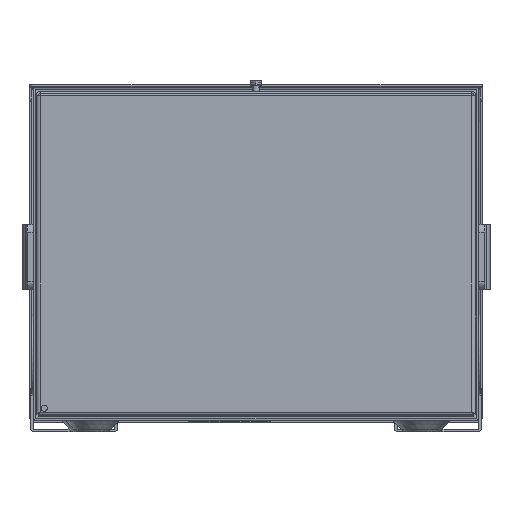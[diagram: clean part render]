
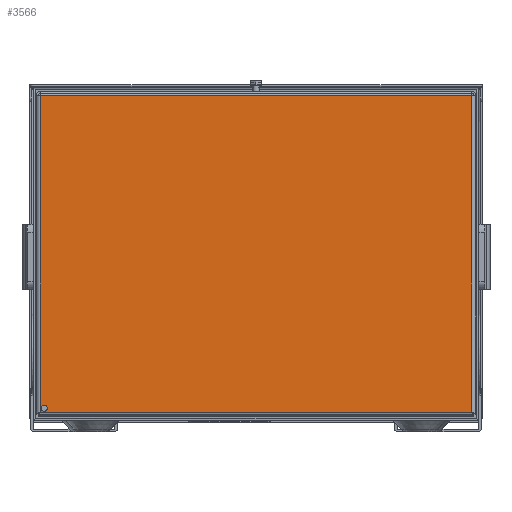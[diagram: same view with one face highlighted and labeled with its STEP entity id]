
A CAD part, front view. The second image highlights one B-rep face of the part: STEP entity #3566.
In plain terms, the highlighted planar face has unit normal (0, -1, 0).
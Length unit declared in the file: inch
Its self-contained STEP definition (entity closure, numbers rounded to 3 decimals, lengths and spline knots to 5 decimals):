
#425 = EDGE_CURVE ( 'NONE', #4412, #9021, #4904, .T. ) ;
#427 = CARTESIAN_POINT ( 'NONE',  ( -6.6032, -24.7473, 0.24132 ) ) ;
#767 = ORIENTED_EDGE ( 'NONE', *, *, #6489, .F. ) ;
#844 = AXIS2_PLACEMENT_3D ( 'NONE', #10634, #3761, #2147 ) ;
#935 = ORIENTED_EDGE ( 'NONE', *, *, #10241, .T. ) ;
#1085 = EDGE_CURVE ( 'NONE', #1413, #1997, #10080, .T. ) ;
#1147 = ORIENTED_EDGE ( 'NONE', *, *, #7889, .F. ) ;
#1413 = VERTEX_POINT ( 'NONE', #6582 ) ;
#1482 = CARTESIAN_POINT ( 'NONE',  ( -6.4728, -24.7473, 0.37172 ) ) ;
#1848 = AXIS2_PLACEMENT_3D ( 'NONE', #5257, #10504, #6832 ) ;
#1997 = VERTEX_POINT ( 'NONE', #10452 ) ;
#2147 = DIRECTION ( 'NONE',  ( 0., 0., -1. ) ) ;
#2165 = VERTEX_POINT ( 'NONE', #9678 ) ;
#2201 = FACE_BOUND ( 'NONE', #5314, .T. ) ;
#2252 = CARTESIAN_POINT ( 'NONE',  ( -6.6032, -24.7473, 9.99132 ) ) ;
#2366 = CARTESIAN_POINT ( 'NONE',  ( 6.6032, -24.7473, 0.24132 ) ) ;
#2462 = CARTESIAN_POINT ( 'NONE',  ( -6.7228, -24.7473, 9.93152 ) ) ;
#3226 = DIRECTION ( 'NONE',  ( 0., 0., 1. ) ) ;
#3295 = LINE ( 'NONE', #2462, #8884 ) ;
#3330 = CARTESIAN_POINT ( 'NONE',  ( -6.6032, -24.7473, 9.93152 ) ) ;
#3462 = CARTESIAN_POINT ( 'NONE',  ( 6.6032, -24.7473, 9.99132 ) ) ;
#3566 = ADVANCED_FACE ( 'NONE', ( #4775, #2201 ), #9847, .F. ) ;
#3761 = DIRECTION ( 'NONE',  ( 0., 1., 0. ) ) ;
#3926 = LINE ( 'NONE', #2252, #5453 ) ;
#4251 = DIRECTION ( 'NONE',  ( 0., 0., -1. ) ) ;
#4412 = VERTEX_POINT ( 'NONE', #2366 ) ;
#4574 = ORIENTED_EDGE ( 'NONE', *, *, #425, .F. ) ;
#4775 = FACE_OUTER_BOUND ( 'NONE', #7056, .T. ) ;
#4904 = LINE ( 'NONE', #8343, #6303 ) ;
#5211 = ORIENTED_EDGE ( 'NONE', *, *, #1085, .T. ) ;
#5219 = AXIS2_PLACEMENT_3D ( 'NONE', #1482, #6270, #3226 ) ;
#5257 = CARTESIAN_POINT ( 'NONE',  ( -6.4728, -24.7473, 0.37172 ) ) ;
#5314 = EDGE_LOOP ( 'NONE', ( #5211, #935 ) ) ;
#5453 = VECTOR ( 'NONE', #8092, 39.37008 ) ;
#5950 = EDGE_CURVE ( 'NONE', #9021, #8548, #3926, .T. ) ;
#6270 = DIRECTION ( 'NONE',  ( 0., 1., 0. ) ) ;
#6303 = VECTOR ( 'NONE', #10938, 39.37008 ) ;
#6354 = VECTOR ( 'NONE', #4251, 39.37008 ) ;
#6489 = EDGE_CURVE ( 'NONE', #8548, #2165, #3295, .T. ) ;
#6582 = CARTESIAN_POINT ( 'NONE',  ( -6.4728, -24.7473, 0.46547 ) ) ;
#6832 = DIRECTION ( 'NONE',  ( 0., 0., 1. ) ) ;
#7056 = EDGE_LOOP ( 'NONE', ( #767, #7754, #4574, #1147 ) ) ;
#7754 = ORIENTED_EDGE ( 'NONE', *, *, #5950, .F. ) ;
#7889 = EDGE_CURVE ( 'NONE', #2165, #4412, #10496, .T. ) ;
#8092 = DIRECTION ( 'NONE',  ( 0., 0., 1. ) ) ;
#8343 = CARTESIAN_POINT ( 'NONE',  ( -6.7228, -24.7473, 0.24132 ) ) ;
#8548 = VERTEX_POINT ( 'NONE', #3330 ) ;
#8884 = VECTOR ( 'NONE', #11011, 39.37008 ) ;
#9021 = VERTEX_POINT ( 'NONE', #427 ) ;
#9678 = CARTESIAN_POINT ( 'NONE',  ( 6.6032, -24.7473, 9.93152 ) ) ;
#9847 = PLANE ( 'NONE',  #844 ) ;
#10080 = CIRCLE ( 'NONE', #5219, 0.09375 ) ;
#10241 = EDGE_CURVE ( 'NONE', #1997, #1413, #11004, .T. ) ;
#10452 = CARTESIAN_POINT ( 'NONE',  ( -6.4728, -24.7473, 0.27797 ) ) ;
#10496 = LINE ( 'NONE', #3462, #6354 ) ;
#10504 = DIRECTION ( 'NONE',  ( 0., 1., 0. ) ) ;
#10634 = CARTESIAN_POINT ( 'NONE',  ( -6.7228, -24.7473, 9.99132 ) ) ;
#10938 = DIRECTION ( 'NONE',  ( -1., 0., 0. ) ) ;
#11004 = CIRCLE ( 'NONE', #1848, 0.09375 ) ;
#11011 = DIRECTION ( 'NONE',  ( 1., 0., 0. ) ) ;
